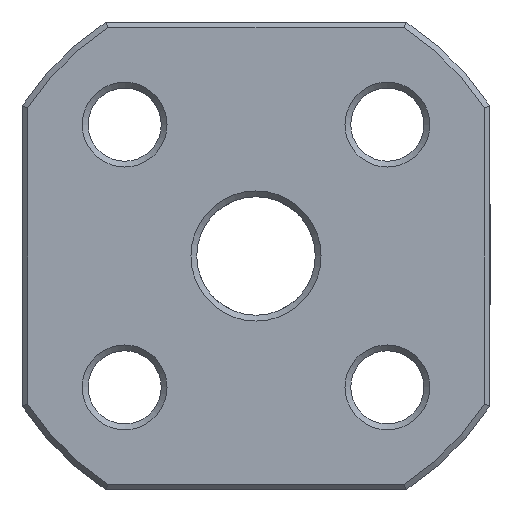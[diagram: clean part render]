
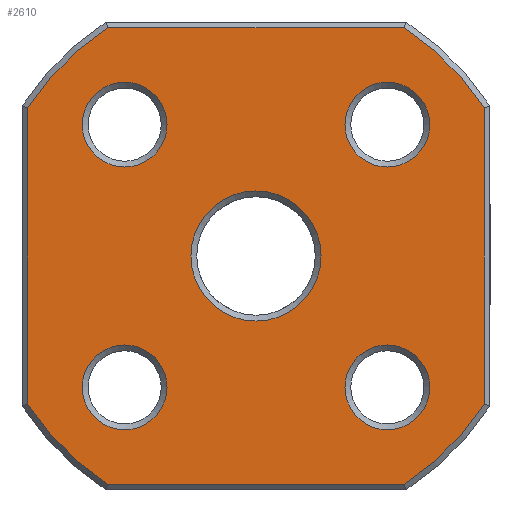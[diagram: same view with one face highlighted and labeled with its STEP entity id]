
A CAD part, left-side view. The second image highlights one B-rep face of the part: STEP entity #2610.
In plain terms, the highlighted planar face has unit normal (-1, 0, 0).
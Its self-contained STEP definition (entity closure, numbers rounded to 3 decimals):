
#15 = CARTESIAN_POINT ( 'NONE',  ( -3., -5.065, -7.8 ) ) ;
#41 = AXIS2_PLACEMENT_3D ( 'NONE', #2403, #1200, #2155 ) ;
#46 = VERTEX_POINT ( 'NONE', #2330 ) ;
#68 = CARTESIAN_POINT ( 'NONE',  ( -3., 5.123, 7.8 ) ) ;
#97 = LINE ( 'NONE', #2290, #447 ) ;
#110 = EDGE_CURVE ( 'NONE', #854, #1126, #1777, .T. ) ;
#111 = CARTESIAN_POINT ( 'NONE',  ( -3., 0., 0. ) ) ;
#123 = VERTEX_POINT ( 'NONE', #1414 ) ;
#177 = EDGE_CURVE ( 'NONE', #625, #625, #1976, .T. ) ;
#196 = CARTESIAN_POINT ( 'NONE',  ( -3., -4.49, 3.04 ) ) ;
#245 = DIRECTION ( 'NONE',  ( 0., 0., -1. ) ) ;
#286 = EDGE_CURVE ( 'NONE', #2673, #46, #1030, .T. ) ;
#288 = ORIENTED_EDGE ( 'NONE', *, *, #2835, .T. ) ;
#322 = DIRECTION ( 'NONE',  ( 0., 0., -1. ) ) ;
#323 = DIRECTION ( 'NONE',  ( 1., 0., 0. ) ) ;
#338 = EDGE_LOOP ( 'NONE', ( #616 ) ) ;
#379 = DIRECTION ( 'NONE',  ( 0., 0., 1. ) ) ;
#393 = EDGE_LOOP ( 'NONE', ( #455, #1789, #980, #657, #3008, #2720, #431, #2145 ) ) ;
#431 = ORIENTED_EDGE ( 'NONE', *, *, #286, .T. ) ;
#447 = VECTOR ( 'NONE', #2492, 1000. ) ;
#455 = ORIENTED_EDGE ( 'NONE', *, *, #701, .T. ) ;
#504 = CARTESIAN_POINT ( 'NONE',  ( -3., -4.49, -4.49 ) ) ;
#510 = EDGE_CURVE ( 'NONE', #46, #2719, #2769, .T. ) ;
#530 = CARTESIAN_POINT ( 'NONE',  ( -3., 0., 0. ) ) ;
#548 = AXIS2_PLACEMENT_3D ( 'NONE', #2742, #1741, #2694 ) ;
#558 = AXIS2_PLACEMENT_3D ( 'NONE', #2259, #323, #2020 ) ;
#571 = EDGE_CURVE ( 'NONE', #1126, #123, #2984, .T. ) ;
#582 = CARTESIAN_POINT ( 'NONE',  ( -3., -5.065, 7.8 ) ) ;
#607 = CIRCLE ( 'NONE', #2585, 1.45 ) ;
#616 = ORIENTED_EDGE ( 'NONE', *, *, #663, .T. ) ;
#620 = EDGE_CURVE ( 'NONE', #944, #854, #97, .T. ) ;
#625 = VERTEX_POINT ( 'NONE', #2284 ) ;
#657 = ORIENTED_EDGE ( 'NONE', *, *, #110, .T. ) ;
#663 = EDGE_CURVE ( 'NONE', #1607, #1607, #1779, .T. ) ;
#673 = VERTEX_POINT ( 'NONE', #3041 ) ;
#693 = VECTOR ( 'NONE', #379, 1000. ) ;
#699 = EDGE_LOOP ( 'NONE', ( #288 ) ) ;
#701 = EDGE_CURVE ( 'NONE', #2719, #2850, #813, .T. ) ;
#712 = CARTESIAN_POINT ( 'NONE',  ( -3., 4.49, -4.49 ) ) ;
#724 = DIRECTION ( 'NONE',  ( -1., 0., 0. ) ) ;
#784 = VECTOR ( 'NONE', #2919, 1000. ) ;
#787 = VECTOR ( 'NONE', #2724, 1000. ) ;
#795 = EDGE_CURVE ( 'NONE', #866, #866, #1674, .T. ) ;
#813 = LINE ( 'NONE', #2023, #787 ) ;
#825 = FACE_OUTER_BOUND ( 'NONE', #393, .T. ) ;
#844 = AXIS2_PLACEMENT_3D ( 'NONE', #111, #2462, #322 ) ;
#854 = VERTEX_POINT ( 'NONE', #15 ) ;
#866 = VERTEX_POINT ( 'NONE', #196 ) ;
#944 = VERTEX_POINT ( 'NONE', #2851 ) ;
#950 = CIRCLE ( 'NONE', #1050, 9.3 ) ;
#973 = DIRECTION ( 'NONE',  ( 0., 0., -1. ) ) ;
#980 = ORIENTED_EDGE ( 'NONE', *, *, #620, .T. ) ;
#1030 = LINE ( 'NONE', #68, #784 ) ;
#1050 = AXIS2_PLACEMENT_3D ( 'NONE', #530, #2650, #1747 ) ;
#1073 = ORIENTED_EDGE ( 'NONE', *, *, #1951, .T. ) ;
#1091 = FACE_BOUND ( 'NONE', #1812, .T. ) ;
#1126 = VERTEX_POINT ( 'NONE', #1189 ) ;
#1189 = CARTESIAN_POINT ( 'NONE',  ( -3., -7.8, -5.065 ) ) ;
#1200 = DIRECTION ( 'NONE',  ( -1., 0., 0. ) ) ;
#1230 = AXIS2_PLACEMENT_3D ( 'NONE', #1325, #2275, #2229 ) ;
#1325 = CARTESIAN_POINT ( 'NONE',  ( -3., -4.49, 4.49 ) ) ;
#1398 = EDGE_LOOP ( 'NONE', ( #2353 ) ) ;
#1414 = CARTESIAN_POINT ( 'NONE',  ( -3., -7.8, 5.065 ) ) ;
#1607 = VERTEX_POINT ( 'NONE', #3055 ) ;
#1615 = EDGE_CURVE ( 'NONE', #2850, #944, #1728, .T. ) ;
#1617 = CARTESIAN_POINT ( 'NONE',  ( -3., 0., 0. ) ) ;
#1662 = CARTESIAN_POINT ( 'NONE',  ( -3., 0., 0. ) ) ;
#1674 = CIRCLE ( 'NONE', #1230, 1.45 ) ;
#1728 = CIRCLE ( 'NONE', #844, 9.3 ) ;
#1738 = PLANE ( 'NONE',  #558 ) ;
#1741 = DIRECTION ( 'NONE',  ( 1., 0., 0. ) ) ;
#1747 = DIRECTION ( 'NONE',  ( 0., 0., -1. ) ) ;
#1777 = CIRCLE ( 'NONE', #2476, 9.3 ) ;
#1779 = CIRCLE ( 'NONE', #548, 1.45 ) ;
#1789 = ORIENTED_EDGE ( 'NONE', *, *, #1615, .T. ) ;
#1790 = CARTESIAN_POINT ( 'NONE',  ( -3., -7.8, 0. ) ) ;
#1798 = CARTESIAN_POINT ( 'NONE',  ( -3., 4.49, -5.94 ) ) ;
#1812 = EDGE_LOOP ( 'NONE', ( #2826 ) ) ;
#1875 = CARTESIAN_POINT ( 'NONE',  ( -3., 7.8, 5.065 ) ) ;
#1951 = EDGE_CURVE ( 'NONE', #2098, #2098, #607, .T. ) ;
#1975 = FACE_BOUND ( 'NONE', #338, .T. ) ;
#1976 = CIRCLE ( 'NONE', #3063, 2.225 ) ;
#2006 = FACE_BOUND ( 'NONE', #1398, .T. ) ;
#2020 = DIRECTION ( 'NONE',  ( 0., 0., -1. ) ) ;
#2023 = CARTESIAN_POINT ( 'NONE',  ( -3., 7.8, -5.123 ) ) ;
#2038 = FACE_BOUND ( 'NONE', #699, .T. ) ;
#2098 = VERTEX_POINT ( 'NONE', #1798 ) ;
#2132 = DIRECTION ( 'NONE',  ( 1., 0., 0. ) ) ;
#2145 = ORIENTED_EDGE ( 'NONE', *, *, #510, .T. ) ;
#2149 = CARTESIAN_POINT ( 'NONE',  ( -3., 7.8, -5.065 ) ) ;
#2155 = DIRECTION ( 'NONE',  ( 0., 0., -1. ) ) ;
#2169 = EDGE_CURVE ( 'NONE', #123, #2673, #950, .T. ) ;
#2229 = DIRECTION ( 'NONE',  ( 0., 0., -1. ) ) ;
#2259 = CARTESIAN_POINT ( 'NONE',  ( -3., 0., 0. ) ) ;
#2273 = FACE_BOUND ( 'NONE', #2521, .T. ) ;
#2275 = DIRECTION ( 'NONE',  ( 1., 0., 0. ) ) ;
#2284 = CARTESIAN_POINT ( 'NONE',  ( -3., 0., -2.225 ) ) ;
#2290 = CARTESIAN_POINT ( 'NONE',  ( -3., 0., -7.8 ) ) ;
#2298 = AXIS2_PLACEMENT_3D ( 'NONE', #504, #2132, #245 ) ;
#2330 = CARTESIAN_POINT ( 'NONE',  ( -3., 5.065, 7.8 ) ) ;
#2344 = DIRECTION ( 'NONE',  ( 1., 0., 0. ) ) ;
#2353 = ORIENTED_EDGE ( 'NONE', *, *, #795, .T. ) ;
#2403 = CARTESIAN_POINT ( 'NONE',  ( -3., 0., 0. ) ) ;
#2462 = DIRECTION ( 'NONE',  ( -1., 0., 0. ) ) ;
#2476 = AXIS2_PLACEMENT_3D ( 'NONE', #1662, #724, #2614 ) ;
#2492 = DIRECTION ( 'NONE',  ( 0., -1., 0. ) ) ;
#2521 = EDGE_LOOP ( 'NONE', ( #1073 ) ) ;
#2570 = DIRECTION ( 'NONE',  ( 0., 0., -1. ) ) ;
#2585 = AXIS2_PLACEMENT_3D ( 'NONE', #712, #2604, #973 ) ;
#2604 = DIRECTION ( 'NONE',  ( 1., 0., 0. ) ) ;
#2610 = ADVANCED_FACE ( 'NONE', ( #825, #1091, #2006, #2038, #2273, #1975 ), #1738, .F. ) ;
#2614 = DIRECTION ( 'NONE',  ( 0., 0., -1. ) ) ;
#2650 = DIRECTION ( 'NONE',  ( -1., 0., 0. ) ) ;
#2673 = VERTEX_POINT ( 'NONE', #582 ) ;
#2694 = DIRECTION ( 'NONE',  ( 0., 0., -1. ) ) ;
#2719 = VERTEX_POINT ( 'NONE', #1875 ) ;
#2720 = ORIENTED_EDGE ( 'NONE', *, *, #2169, .T. ) ;
#2724 = DIRECTION ( 'NONE',  ( 0., 0., -1. ) ) ;
#2742 = CARTESIAN_POINT ( 'NONE',  ( -3., 4.49, 4.49 ) ) ;
#2769 = CIRCLE ( 'NONE', #41, 9.3 ) ;
#2826 = ORIENTED_EDGE ( 'NONE', *, *, #177, .T. ) ;
#2835 = EDGE_CURVE ( 'NONE', #673, #673, #3033, .T. ) ;
#2850 = VERTEX_POINT ( 'NONE', #2149 ) ;
#2851 = CARTESIAN_POINT ( 'NONE',  ( -3., 5.065, -7.8 ) ) ;
#2919 = DIRECTION ( 'NONE',  ( 0., 1., 0. ) ) ;
#2984 = LINE ( 'NONE', #1790, #693 ) ;
#3008 = ORIENTED_EDGE ( 'NONE', *, *, #571, .T. ) ;
#3033 = CIRCLE ( 'NONE', #2298, 1.45 ) ;
#3041 = CARTESIAN_POINT ( 'NONE',  ( -3., -4.49, -5.94 ) ) ;
#3055 = CARTESIAN_POINT ( 'NONE',  ( -3., 4.49, 3.04 ) ) ;
#3063 = AXIS2_PLACEMENT_3D ( 'NONE', #1617, #2344, #2570 ) ;
